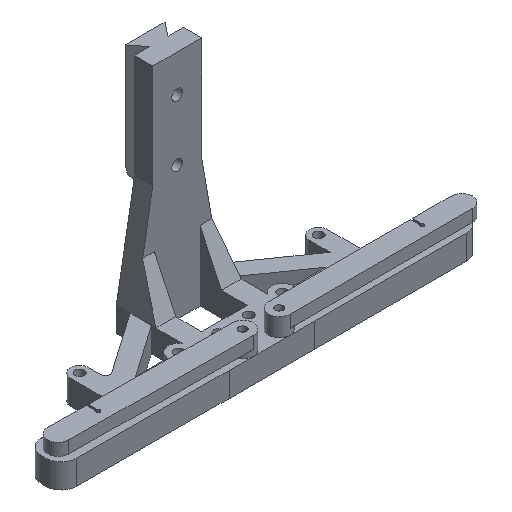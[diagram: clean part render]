
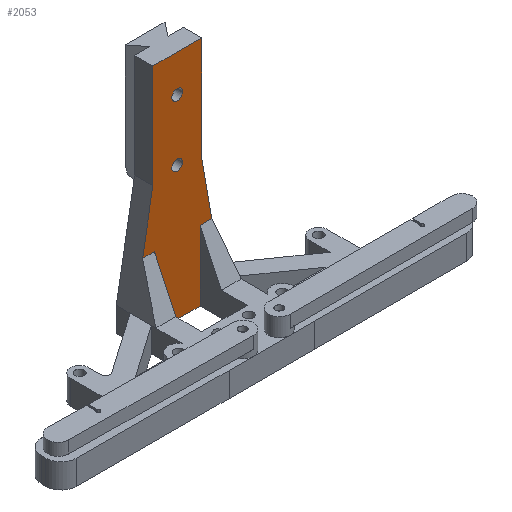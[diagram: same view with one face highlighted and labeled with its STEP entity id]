
A CAD part, isometric view. The second image highlights one B-rep face of the part: STEP entity #2053.
In plain terms, the highlighted planar face has unit normal (0, -1, 0).
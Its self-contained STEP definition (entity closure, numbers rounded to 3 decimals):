
#68=FACE_BOUND('',#357,.T.);
#69=FACE_BOUND('',#358,.T.);
#175=CIRCLE('',#2257,1.75);
#176=CIRCLE('',#2258,1.75);
#225=FACE_OUTER_BOUND('',#356,.T.);
#356=EDGE_LOOP('',(#1688,#1689,#1690,#1691,#1692,#1693,#1694,#1695,#1696,
#1697));
#357=EDGE_LOOP('',(#1698));
#358=EDGE_LOOP('',(#1699));
#534=LINE('',#3286,#753);
#559=LINE('',#3351,#778);
#560=LINE('',#3353,#779);
#561=LINE('',#3355,#780);
#562=LINE('',#3357,#781);
#563=LINE('',#3359,#782);
#564=LINE('',#3361,#783);
#565=LINE('',#3363,#784);
#566=LINE('',#3365,#785);
#567=LINE('',#3366,#786);
#753=VECTOR('',#2655,10.);
#778=VECTOR('',#2712,10.);
#779=VECTOR('',#2715,10.);
#780=VECTOR('',#2716,10.);
#781=VECTOR('',#2717,10.);
#782=VECTOR('',#2718,10.);
#783=VECTOR('',#2719,10.);
#784=VECTOR('',#2720,10.);
#785=VECTOR('',#2721,10.);
#786=VECTOR('',#2722,10.);
#999=VERTEX_POINT('',#3283);
#1000=VERTEX_POINT('',#3285);
#1023=VERTEX_POINT('',#3347);
#1024=VERTEX_POINT('',#3349);
#1025=VERTEX_POINT('',#3354);
#1026=VERTEX_POINT('',#3356);
#1027=VERTEX_POINT('',#3358);
#1028=VERTEX_POINT('',#3360);
#1029=VERTEX_POINT('',#3362);
#1030=VERTEX_POINT('',#3364);
#1031=VERTEX_POINT('',#3367);
#1032=VERTEX_POINT('',#3369);
#1233=EDGE_CURVE('',#999,#1000,#534,.T.);
#1266=EDGE_CURVE('',#1024,#1023,#559,.T.);
#1267=EDGE_CURVE('',#1024,#1000,#560,.T.);
#1268=EDGE_CURVE('',#999,#1025,#561,.T.);
#1269=EDGE_CURVE('',#1026,#1025,#562,.T.);
#1270=EDGE_CURVE('',#1027,#1026,#563,.T.);
#1271=EDGE_CURVE('',#1028,#1027,#564,.T.);
#1272=EDGE_CURVE('',#1029,#1028,#565,.T.);
#1273=EDGE_CURVE('',#1030,#1029,#566,.T.);
#1274=EDGE_CURVE('',#1023,#1030,#567,.T.);
#1275=EDGE_CURVE('',#1031,#1031,#175,.T.);
#1276=EDGE_CURVE('',#1032,#1032,#176,.T.);
#1688=ORIENTED_EDGE('',*,*,#1266,.F.);
#1689=ORIENTED_EDGE('',*,*,#1267,.T.);
#1690=ORIENTED_EDGE('',*,*,#1233,.F.);
#1691=ORIENTED_EDGE('',*,*,#1268,.T.);
#1692=ORIENTED_EDGE('',*,*,#1269,.F.);
#1693=ORIENTED_EDGE('',*,*,#1270,.F.);
#1694=ORIENTED_EDGE('',*,*,#1271,.F.);
#1695=ORIENTED_EDGE('',*,*,#1272,.F.);
#1696=ORIENTED_EDGE('',*,*,#1273,.F.);
#1697=ORIENTED_EDGE('',*,*,#1274,.F.);
#1698=ORIENTED_EDGE('',*,*,#1275,.T.);
#1699=ORIENTED_EDGE('',*,*,#1276,.T.);
#1967=PLANE('',#2256);
#2053=ADVANCED_FACE('',(#225,#68,#69),#1967,.T.);
#2256=AXIS2_PLACEMENT_3D('',#3352,#2713,#2714);
#2257=AXIS2_PLACEMENT_3D('',#3368,#2723,#2724);
#2258=AXIS2_PLACEMENT_3D('',#3370,#2725,#2726);
#2655=DIRECTION('',(-1.,0.,0.));
#2712=DIRECTION('',(-1.,0.,0.));
#2713=DIRECTION('center_axis',(0.,-1.,0.));
#2714=DIRECTION('ref_axis',(0.,0.,-1.));
#2715=DIRECTION('',(0.,0.,-1.));
#2716=DIRECTION('',(0.,0.,1.));
#2717=DIRECTION('',(-1.,0.,0.));
#2718=DIRECTION('',(0.174,0.,-0.985));
#2719=DIRECTION('',(0.,0.,-1.));
#2720=DIRECTION('',(1.,0.,0.));
#2721=DIRECTION('',(0.,0.,1.));
#2722=DIRECTION('',(0.174,0.,0.985));
#2723=DIRECTION('center_axis',(0.,1.,0.));
#2724=DIRECTION('ref_axis',(1.,0.,0.));
#2725=DIRECTION('center_axis',(0.,1.,0.));
#2726=DIRECTION('ref_axis',(1.,0.,0.));
#3283=CARTESIAN_POINT('',(7.5,-10.5,-32.));
#3285=CARTESIAN_POINT('',(-7.5,-10.5,-32.));
#3286=CARTESIAN_POINT('',(-0.75,-10.5,-32.));
#3347=CARTESIAN_POINT('',(-11.355,-10.5,-9.));
#3349=CARTESIAN_POINT('',(-7.5,-10.5,-9.));
#3351=CARTESIAN_POINT('',(5.,-10.5,-9.));
#3352=CARTESIAN_POINT('Origin',(0.,-10.5,8.5));
#3353=CARTESIAN_POINT('',(-7.5,-10.5,-27.));
#3354=CARTESIAN_POINT('',(7.5,-10.5,-9.));
#3355=CARTESIAN_POINT('',(7.5,-10.5,-7.25));
#3356=CARTESIAN_POINT('',(11.355,-10.5,-9.));
#3357=CARTESIAN_POINT('',(5.,-10.5,-9.));
#3358=CARTESIAN_POINT('',(8.,-10.5,10.028));
#3359=CARTESIAN_POINT('',(9.51,-10.5,1.464));
#3360=CARTESIAN_POINT('',(8.,-10.5,44.));
#3361=CARTESIAN_POINT('',(8.,-10.5,-23.));
#3362=CARTESIAN_POINT('',(-8.,-10.5,44.));
#3363=CARTESIAN_POINT('',(3.,-10.5,44.));
#3364=CARTESIAN_POINT('',(-8.,-10.5,10.028));
#3365=CARTESIAN_POINT('',(-8.,-10.5,-27.));
#3366=CARTESIAN_POINT('',(-9.51,-10.5,1.464));
#3367=CARTESIAN_POINT('',(-1.75,-10.5,31.85));
#3368=CARTESIAN_POINT('Origin',(0.,-10.5,31.85));
#3369=CARTESIAN_POINT('',(-1.75,-10.5,11.85));
#3370=CARTESIAN_POINT('Origin',(0.,-10.5,11.85));
